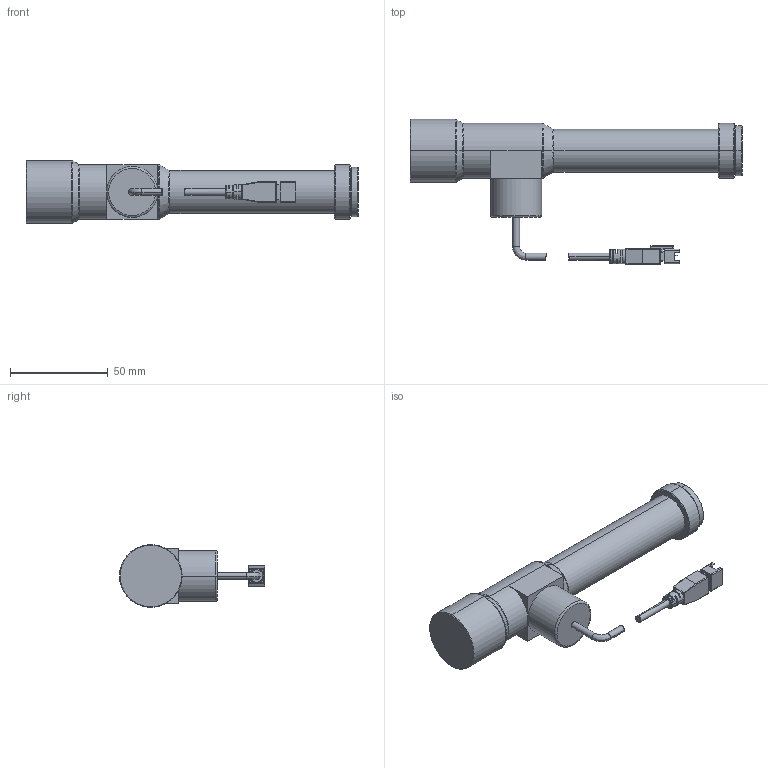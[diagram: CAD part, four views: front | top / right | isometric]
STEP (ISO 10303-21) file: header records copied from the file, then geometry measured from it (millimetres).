
FILE_DESCRIPTION (( 'STEP AP203' ), '1' );
FILE_NAME ('WWH60-108CTLV3 £¨´ø¹âÔ´£©.STEP', '2021-07-07T01:05:24', ( '' ), ( '' ), 'SwSTEP 2.0', 'SolidWorks 2017', '' );
FILE_SCHEMA (( 'CONFIG_CONTROL_DESIGN' ));
Length unit declared in the file: millimetre
Products named in the file (4): 萇埭盄-1; WWH60-108CTLV3 ; WWH60-108CTLV3 （带光源）; 萇埭盄-2
Assembly tree (3 placements, depth 2):
  WWH60-108CTLV3 （带光源）
    WWH60-108CTLV3 
    萇埭盄-1
    萇埭盄-2
Bounding box: 169.5 x 74.05 x 32 mm (x, y, z)
Volume: 103443.9 mm3; surface area: 19866.9 mm2
Topology: 3 solids, 3 shells, 280 faces, 689 edges, 413 vertices
Faces by surface type: plane 141, cylinder 81, bspline 28, torus 16, cone 14
Entity records: 9089 total; most frequent: CARTESIAN_POINT 2240, DIRECTION 1355, ORIENTED_EDGE 1346, EDGE_CURVE 673, AXIS2_PLACEMENT_3D 476, VERTEX_POINT 413, LINE 403, VECTOR 403
